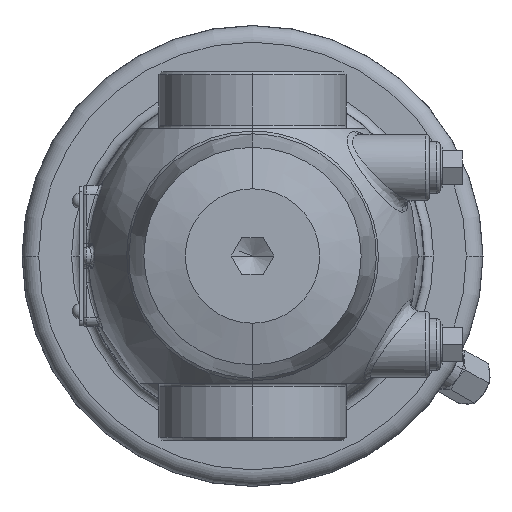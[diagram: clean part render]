
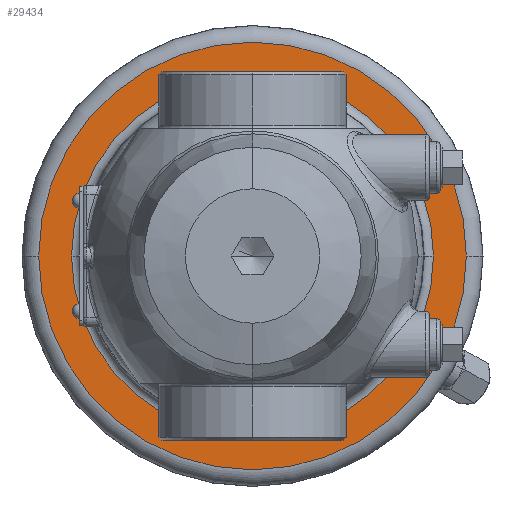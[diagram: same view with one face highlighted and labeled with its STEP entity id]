
A CAD part, left-side view. The second image highlights one B-rep face of the part: STEP entity #29434.
In plain terms, the highlighted planar face has unit normal (-1, 0, 0).
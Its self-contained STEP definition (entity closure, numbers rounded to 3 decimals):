
#1608=CARTESIAN_POINT('',(-2.5,0.,0.));
#1609=DIRECTION('',(1.,0.,0.));
#1610=DIRECTION('',(0.,1.,0.));
#1611=AXIS2_PLACEMENT_3D('',#1608,#1609,#1610);
#1613=CARTESIAN_POINT('',(-2.5,0.,0.));
#1614=DIRECTION('',(-1.,0.,0.));
#1615=DIRECTION('',(0.,1.,0.));
#1616=AXIS2_PLACEMENT_3D('',#1613,#1614,#1615);
#1628=CARTESIAN_POINT('',(-2.5,0.,0.));
#1629=DIRECTION('',(-1.,0.,0.));
#1630=DIRECTION('',(0.,1.,0.));
#1631=AXIS2_PLACEMENT_3D('',#1628,#1629,#1630);
#1633=CARTESIAN_POINT('',(-2.5,0.,0.));
#1634=DIRECTION('',(1.,0.,0.));
#1635=DIRECTION('',(0.,1.,0.));
#1636=AXIS2_PLACEMENT_3D('',#1633,#1634,#1635);
#24141=CARTESIAN_POINT('',(-2.5,58.05,0.));
#24143=VERTEX_POINT('',#24141);
#24144=CARTESIAN_POINT('',(-2.5,49.137,0.));
#24146=VERTEX_POINT('',#24144);
#24173=CARTESIAN_POINT('',(-2.5,-58.05,0.));
#24175=VERTEX_POINT('',#24173);
#24176=CARTESIAN_POINT('',(-2.5,-49.137,0.));
#24178=VERTEX_POINT('',#24176);
#29419=CARTESIAN_POINT('',(-2.5,0.,0.));
#29420=DIRECTION('',(1.,0.,0.));
#29421=DIRECTION('',(0.,-1.,0.));
#29422=AXIS2_PLACEMENT_3D('',#29419,#29420,#29421);
#29423=PLANE('',#29422);
#29424=ORIENTED_EDGE('',*,*,#29401,.T.);
#29425=ORIENTED_EDGE('',*,*,#29412,.F.);
#29426=EDGE_LOOP('',(#29424,#29425));
#29427=FACE_OUTER_BOUND('',#29426,.F.);
#29429=ORIENTED_EDGE('',*,*,#29428,.T.);
#29431=ORIENTED_EDGE('',*,*,#29430,.F.);
#29432=EDGE_LOOP('',(#29429,#29431));
#29433=FACE_BOUND('',#29432,.F.);
#29434=ADVANCED_FACE('',(#29427,#29433),#29423,.F.);
#1612=CIRCLE('',#1611,58.05);
#1617=CIRCLE('',#1616,58.05);
#1632=CIRCLE('',#1631,49.137);
#1637=CIRCLE('',#1636,49.137);
#29401=EDGE_CURVE('',#24143,#24175,#1612,.T.);
#29412=EDGE_CURVE('',#24143,#24175,#1617,.T.);
#29428=EDGE_CURVE('',#24146,#24178,#1632,.T.);
#29430=EDGE_CURVE('',#24146,#24178,#1637,.T.);
